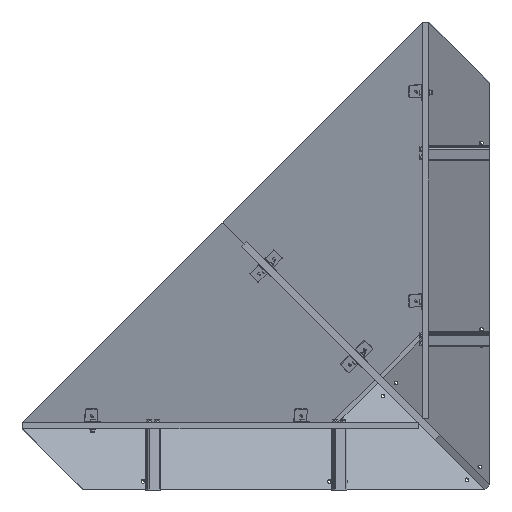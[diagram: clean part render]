
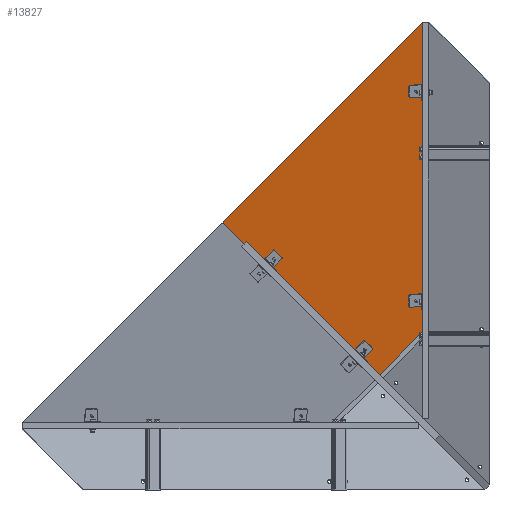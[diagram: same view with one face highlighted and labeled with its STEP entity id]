
A CAD part, front view. The second image highlights one B-rep face of the part: STEP entity #13827.
In plain terms, the highlighted face is planar.
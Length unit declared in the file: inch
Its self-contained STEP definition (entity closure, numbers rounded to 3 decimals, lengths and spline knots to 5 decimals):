
#45 = VECTOR ( 'NONE', #9005, 39.37008 ) ;
#87 = DIRECTION ( 'NONE',  ( 0., 0., -1. ) ) ;
#234 = VERTEX_POINT ( 'NONE', #10666 ) ;
#350 = LINE ( 'NONE', #12343, #2789 ) ;
#417 = ORIENTED_EDGE ( 'NONE', *, *, #7561, .T. ) ;
#445 = ORIENTED_EDGE ( 'NONE', *, *, #8680, .T. ) ;
#477 = ORIENTED_EDGE ( 'NONE', *, *, #3840, .F. ) ;
#498 = DIRECTION ( 'NONE',  ( 0., 0., 1. ) ) ;
#582 = VERTEX_POINT ( 'NONE', #9988 ) ;
#595 = VERTEX_POINT ( 'NONE', #2055 ) ;
#822 = FACE_BOUND ( 'NONE', #15297, .T. ) ;
#1272 = LINE ( 'NONE', #15140, #1436 ) ;
#1366 = VERTEX_POINT ( 'NONE', #4514 ) ;
#1396 = ORIENTED_EDGE ( 'NONE', *, *, #7209, .T. ) ;
#1422 = AXIS2_PLACEMENT_3D ( 'NONE', #8603, #12661, #3293 ) ;
#1436 = VECTOR ( 'NONE', #6201, 39.37008 ) ;
#1502 = DIRECTION ( 'NONE',  ( -0.707, 0., -0.707 ) ) ;
#1576 = DIRECTION ( 'NONE',  ( 0., 0., -1. ) ) ;
#1682 = VERTEX_POINT ( 'NONE', #9384 ) ;
#1683 = DIRECTION ( 'NONE',  ( 0., -1., 0. ) ) ;
#1760 = AXIS2_PLACEMENT_3D ( 'NONE', #6227, #4307, #9233 ) ;
#1836 = CARTESIAN_POINT ( 'NONE',  ( 6.30926, 0., -16.13811 ) ) ;
#1989 = CARTESIAN_POINT ( 'NONE',  ( 17.81816, 0., -3.6263 ) ) ;
#2005 = DIRECTION ( 'NONE',  ( 0., -1., 0. ) ) ;
#2016 = CARTESIAN_POINT ( 'NONE',  ( 0.125, 0., 0. ) ) ;
#2036 = DIRECTION ( 'NONE',  ( 0.916, 0., 0.402 ) ) ;
#2055 = CARTESIAN_POINT ( 'NONE',  ( 0.82622, 0., -15.91741 ) ) ;
#2115 = CARTESIAN_POINT ( 'NONE',  ( 0.0625, 0., -0.0625 ) ) ;
#2136 = CIRCLE ( 'NONE', #11842, 0.065 ) ;
#2253 = DIRECTION ( 'NONE',  ( 0., 0., -1. ) ) ;
#2303 = EDGE_CURVE ( 'NONE', #7433, #13788, #9932, .T. ) ;
#2327 = CARTESIAN_POINT ( 'NONE',  ( 0.82622, 0., -5.15687 ) ) ;
#2391 = VERTEX_POINT ( 'NONE', #3417 ) ;
#2517 = DIRECTION ( 'NONE',  ( 0., 0., -1. ) ) ;
#2789 = VECTOR ( 'NONE', #498, 39.37008 ) ;
#2865 = EDGE_LOOP ( 'NONE', ( #5907, #3556 ) ) ;
#2938 = CARTESIAN_POINT ( 'NONE',  ( -9.1782, 0., -9.1782 ) ) ;
#3200 = ORIENTED_EDGE ( 'NONE', *, *, #7513, .F. ) ;
#3252 = ORIENTED_EDGE ( 'NONE', *, *, #5932, .F. ) ;
#3293 = DIRECTION ( 'NONE',  ( 0., 0., -1. ) ) ;
#3381 = VERTEX_POINT ( 'NONE', #2016 ) ;
#3417 = CARTESIAN_POINT ( 'NONE',  ( 0.025, 0., -18.38141 ) ) ;
#3463 = CARTESIAN_POINT ( 'NONE',  ( 0.82622, 0., -5.09287 ) ) ;
#3490 = CARTESIAN_POINT ( 'NONE',  ( 0.82622, 0., -5.22087 ) ) ;
#3556 = ORIENTED_EDGE ( 'NONE', *, *, #3906, .F. ) ;
#3585 = LINE ( 'NONE', #11064, #14573 ) ;
#3637 = CARTESIAN_POINT ( 'NONE',  ( 17.81816, 0., -3.5613 ) ) ;
#3792 = CIRCLE ( 'NONE', #10734, 0.064 ) ;
#3840 = EDGE_CURVE ( 'NONE', #3381, #7198, #3585, .T. ) ;
#3848 = CIRCLE ( 'NONE', #14990, 0.065 ) ;
#3874 = ORIENTED_EDGE ( 'NONE', *, *, #11301, .F. ) ;
#3906 = EDGE_CURVE ( 'NONE', #11971, #14458, #14297, .T. ) ;
#4177 = CARTESIAN_POINT ( 'NONE',  ( 5.0677, 0., -18.40781 ) ) ;
#4292 = CARTESIAN_POINT ( 'NONE',  ( 6.30926, 0., -16.13811 ) ) ;
#4307 = DIRECTION ( 'NONE',  ( 0., -1., 0. ) ) ;
#4514 = CARTESIAN_POINT ( 'NONE',  ( 0.82622, 0., -16.04541 ) ) ;
#4610 = CARTESIAN_POINT ( 'NONE',  ( 21.9, 0., 0. ) ) ;
#4644 = ORIENTED_EDGE ( 'NONE', *, *, #11262, .F. ) ;
#4715 = DIRECTION ( 'NONE',  ( 0., -1., 0. ) ) ;
#4783 = DIRECTION ( 'NONE',  ( 0., 0., -1. ) ) ;
#5229 = LINE ( 'NONE', #7348, #11092 ) ;
#5261 = ORIENTED_EDGE ( 'NONE', *, *, #11893, .F. ) ;
#5328 = VECTOR ( 'NONE', #6462, 39.37008 ) ;
#5429 = LINE ( 'NONE', #14592, #7542 ) ;
#5595 = DIRECTION ( 'NONE',  ( -0.677, 0., -0.736 ) ) ;
#5839 = LINE ( 'NONE', #2115, #12338 ) ;
#5907 = ORIENTED_EDGE ( 'NONE', *, *, #12537, .F. ) ;
#5932 = EDGE_CURVE ( 'NONE', #11184, #8419, #6803, .T. ) ;
#6109 = AXIS2_PLACEMENT_3D ( 'NONE', #2327, #2005, #1576 ) ;
#6201 = DIRECTION ( 'NONE',  ( -0.402, 0., 0.916 ) ) ;
#6214 = ORIENTED_EDGE ( 'NONE', *, *, #6987, .F. ) ;
#6227 = CARTESIAN_POINT ( 'NONE',  ( 0.82622, 0., -5.15687 ) ) ;
#6462 = DIRECTION ( 'NONE',  ( 0.707, 0., -0.707 ) ) ;
#6803 = LINE ( 'NONE', #15101, #45 ) ;
#6806 = DIRECTION ( 'NONE',  ( 1., 0., 0. ) ) ;
#6964 = EDGE_CURVE ( 'NONE', #582, #1682, #2136, .T. ) ;
#6987 = EDGE_CURVE ( 'NONE', #595, #1366, #3792, .T. ) ;
#7198 = VERTEX_POINT ( 'NONE', #4610 ) ;
#7209 = EDGE_CURVE ( 'NONE', #2391, #8419, #14842, .T. ) ;
#7316 = FACE_OUTER_BOUND ( 'NONE', #10245, .T. ) ;
#7348 = CARTESIAN_POINT ( 'NONE',  ( 7.59242, 0., -17.29978 ) ) ;
#7433 = VERTEX_POINT ( 'NONE', #3463 ) ;
#7468 = ORIENTED_EDGE ( 'NONE', *, *, #2303, .F. ) ;
#7513 = EDGE_CURVE ( 'NONE', #12036, #9423, #5429, .T. ) ;
#7542 = VECTOR ( 'NONE', #5595, 39.37008 ) ;
#7561 = EDGE_CURVE ( 'NONE', #11184, #9423, #5229, .T. ) ;
#7788 = AXIS2_PLACEMENT_3D ( 'NONE', #12924, #13208, #2517 ) ;
#7898 = CARTESIAN_POINT ( 'NONE',  ( 21.9323, 0., -0.0736 ) ) ;
#8203 = CIRCLE ( 'NONE', #6109, 0.064 ) ;
#8419 = VERTEX_POINT ( 'NONE', #9401 ) ;
#8603 = CARTESIAN_POINT ( 'NONE',  ( 0.82622, 0., -15.98141 ) ) ;
#8680 = EDGE_CURVE ( 'NONE', #12036, #7198, #1272, .T. ) ;
#8712 = CIRCLE ( 'NONE', #1422, 0.064 ) ;
#8948 = DIRECTION ( 'NONE',  ( 0., -1., 0. ) ) ;
#9005 = DIRECTION ( 'NONE',  ( -1., 0., 0. ) ) ;
#9017 = AXIS2_PLACEMENT_3D ( 'NONE', #1989, #1683, #14016 ) ;
#9079 = ORIENTED_EDGE ( 'NONE', *, *, #6964, .F. ) ;
#9233 = DIRECTION ( 'NONE',  ( 0., 0., -1. ) ) ;
#9384 = CARTESIAN_POINT ( 'NONE',  ( 6.30926, 0., -16.20311 ) ) ;
#9401 = CARTESIAN_POINT ( 'NONE',  ( 0.125, 0., -18.48141 ) ) ;
#9423 = VERTEX_POINT ( 'NONE', #4177 ) ;
#9428 = EDGE_CURVE ( 'NONE', #3381, #234, #5839, .T. ) ;
#9458 = EDGE_CURVE ( 'NONE', #2391, #234, #350, .T. ) ;
#9473 = CIRCLE ( 'NONE', #12616, 0.065 ) ;
#9794 = CARTESIAN_POINT ( 'NONE',  ( 17.81816, 0., -3.6263 ) ) ;
#9825 = CARTESIAN_POINT ( 'NONE',  ( 4.9, 0., -18.48141 ) ) ;
#9932 = CIRCLE ( 'NONE', #1760, 0.064 ) ;
#9988 = CARTESIAN_POINT ( 'NONE',  ( 6.30926, 0., -16.07311 ) ) ;
#10173 = FACE_BOUND ( 'NONE', #2865, .T. ) ;
#10245 = EDGE_LOOP ( 'NONE', ( #12176, #1396, #3252, #417, #3200, #445, #477, #15105 ) ) ;
#10666 = CARTESIAN_POINT ( 'NONE',  ( 0.025, 0., -0.1 ) ) ;
#10734 = AXIS2_PLACEMENT_3D ( 'NONE', #13183, #11294, #2253 ) ;
#11064 = CARTESIAN_POINT ( 'NONE',  ( -22., 0., 0. ) ) ;
#11092 = VECTOR ( 'NONE', #2036, 39.37008 ) ;
#11184 = VERTEX_POINT ( 'NONE', #9825 ) ;
#11233 = EDGE_LOOP ( 'NONE', ( #4644, #7468 ) ) ;
#11252 = EDGE_LOOP ( 'NONE', ( #5261, #9079 ) ) ;
#11262 = EDGE_CURVE ( 'NONE', #13788, #7433, #8203, .T. ) ;
#11294 = DIRECTION ( 'NONE',  ( 0., -1., 0. ) ) ;
#11301 = EDGE_CURVE ( 'NONE', #1366, #595, #8712, .T. ) ;
#11842 = AXIS2_PLACEMENT_3D ( 'NONE', #1836, #13284, #87 ) ;
#11893 = EDGE_CURVE ( 'NONE', #1682, #582, #3848, .T. ) ;
#11971 = VERTEX_POINT ( 'NONE', #3637 ) ;
#12036 = VERTEX_POINT ( 'NONE', #7898 ) ;
#12169 = DIRECTION ( 'NONE',  ( 0., 0., -1. ) ) ;
#12176 = ORIENTED_EDGE ( 'NONE', *, *, #9458, .F. ) ;
#12338 = VECTOR ( 'NONE', #1502, 39.37008 ) ;
#12343 = CARTESIAN_POINT ( 'NONE',  ( 0.025, 0., 0. ) ) ;
#12537 = EDGE_CURVE ( 'NONE', #14458, #11971, #9473, .T. ) ;
#12616 = AXIS2_PLACEMENT_3D ( 'NONE', #9794, #8948, #12169 ) ;
#12661 = DIRECTION ( 'NONE',  ( 0., -1., 0. ) ) ;
#12745 = PLANE ( 'NONE',  #7788 ) ;
#12924 = CARTESIAN_POINT ( 'NONE',  ( 0., 0., 0. ) ) ;
#13183 = CARTESIAN_POINT ( 'NONE',  ( 0.82622, 0., -15.98141 ) ) ;
#13199 = FACE_BOUND ( 'NONE', #11252, .T. ) ;
#13208 = DIRECTION ( 'NONE',  ( 0., -1., 0. ) ) ;
#13284 = DIRECTION ( 'NONE',  ( 0., -1., 0. ) ) ;
#13556 = FACE_BOUND ( 'NONE', #11233, .T. ) ;
#13788 = VERTEX_POINT ( 'NONE', #3490 ) ;
#13827 = ADVANCED_FACE ( 'NONE', ( #7316, #822, #13556, #13199, #10173 ), #12745, .T. ) ;
#14016 = DIRECTION ( 'NONE',  ( 0., 0., -1. ) ) ;
#14297 = CIRCLE ( 'NONE', #9017, 0.065 ) ;
#14458 = VERTEX_POINT ( 'NONE', #14580 ) ;
#14573 = VECTOR ( 'NONE', #6806, 39.37008 ) ;
#14580 = CARTESIAN_POINT ( 'NONE',  ( 17.81816, 0., -3.6913 ) ) ;
#14592 = CARTESIAN_POINT ( 'NONE',  ( 5., 0., -18.48141 ) ) ;
#14842 = LINE ( 'NONE', #2938, #5328 ) ;
#14990 = AXIS2_PLACEMENT_3D ( 'NONE', #4292, #4715, #4783 ) ;
#15101 = CARTESIAN_POINT ( 'NONE',  ( -5., 0., -18.48141 ) ) ;
#15105 = ORIENTED_EDGE ( 'NONE', *, *, #9428, .T. ) ;
#15140 = CARTESIAN_POINT ( 'NONE',  ( 18.36308, 0., 8.05907 ) ) ;
#15297 = EDGE_LOOP ( 'NONE', ( #3874, #6214 ) ) ;
